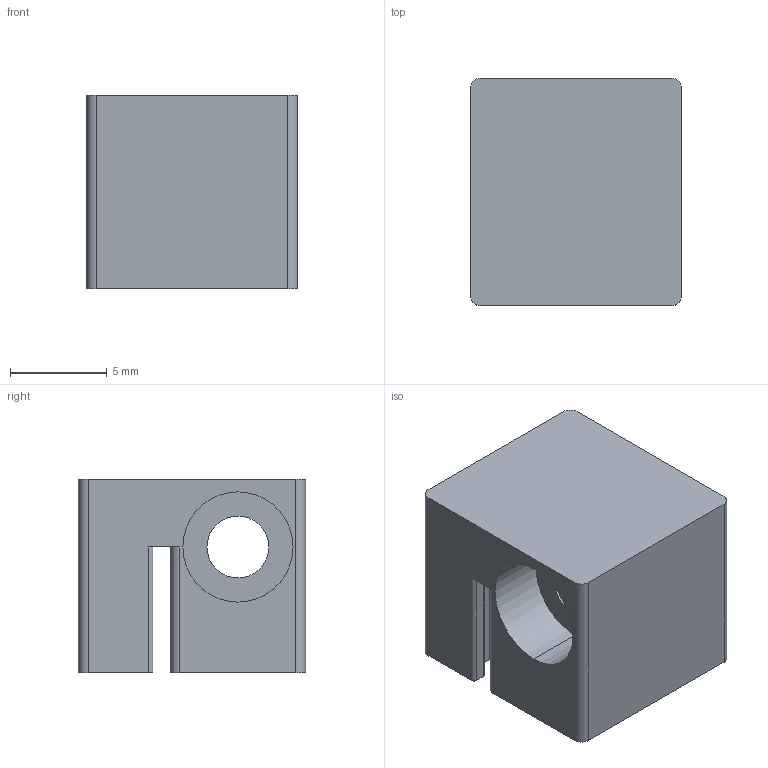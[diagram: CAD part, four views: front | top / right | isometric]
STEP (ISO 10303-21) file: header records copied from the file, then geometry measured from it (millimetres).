
FILE_DESCRIPTION (( 'STEP AP203' ), '1' );
FILE_NAME ('karetka_top_belt_tensioner.STEP', '2022-02-13T11:24:11', ( '' ), ( '' ), 'SwSTEP 2.0', 'SolidWorks 2020', '' );
FILE_SCHEMA (( 'CONFIG_CONTROL_DESIGN' ));
Length unit declared in the file: millimetre
Products named in the file (1): karetka_top_belt_tensioner
Bounding box: 10.9 x 11.75 x 10 mm (x, y, z)
Volume: 1043 mm3; surface area: 993 mm2
Topology: 1 solids, 1 shells, 53 faces, 150 edges, 100 vertices
Faces by surface type: plane 31, cylinder 22
Entity records: 1809 total; most frequent: CARTESIAN_POINT 304, DIRECTION 302, ORIENTED_EDGE 300, EDGE_CURVE 150, VECTOR 106, LINE 106, VERTEX_POINT 100, AXIS2_PLACEMENT_3D 98
